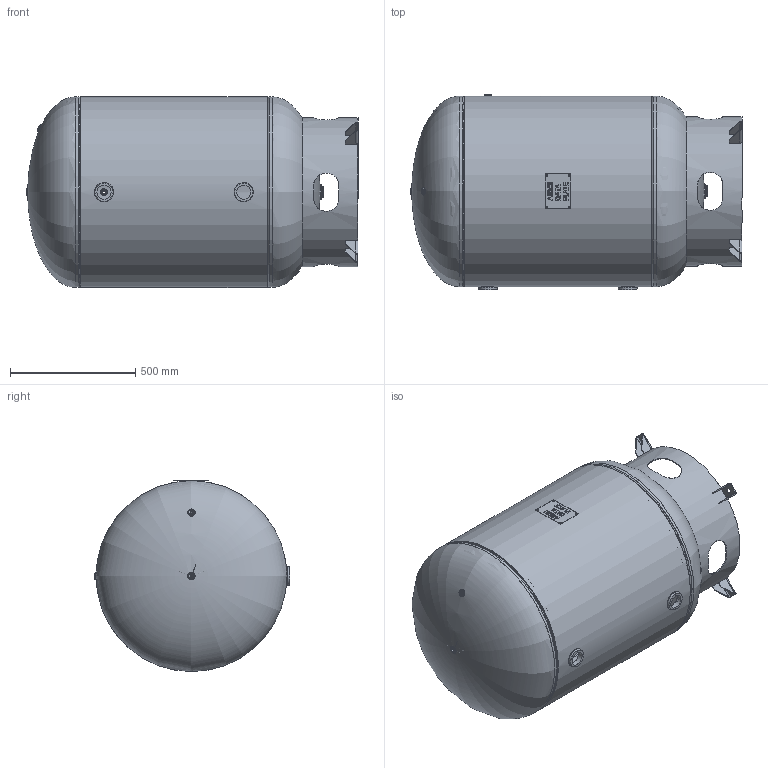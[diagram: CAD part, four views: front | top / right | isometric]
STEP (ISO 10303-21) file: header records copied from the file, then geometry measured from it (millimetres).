
FILE_DESCRIPTION(/* description */ ('30 X 46 200# VERT ASME STOCK 120 GAL W/O TOPPLATE'),/* implementation_level */ '2;1');
FILE_NAME(/* name */ 'SPVG_A12276.stp',/* time_stamp */ '2018-11-07T11:36:15-06:00',/* author */ ('kim.thoune'),/* organization */ (''),/* preprocessor_version */ 'ST-DEVELOPER v16.5',/* originating_system */ 'Autodesk Inventor 2017',/* authorisation */ '');
FILE_SCHEMA (('AUTOMOTIVE_DESIGN { 1 0 10303 214 3 1 1 }'));
Length unit declared in the file: inch
Products named in the file (14): A12276; A12276-1; A12276-2; 910-871-1; A12276-3; 910-871-1_1; F101000; F102001; 60-140; 64-053; F100250; S102464-1; S102465; S101519-P
Assembly tree (19 placements, depth 3):
  A12276
    A12276-1
    A12276-2
      910-871-1
    A12276-3
      910-871-1_1
    F101000
    F100250  x3
    F102001  x2
    60-140
      64-053
    S102464-1
      S102465
      S101519-P  x4
Bounding box: 1327.94 x 782.08 x 764.48 mm (x, y, z)
Volume: 17161291.4 mm3; surface area: 7333535.5 mm2
Topology: 15 solids, 15 shells, 394 faces, 1003 edges, 660 vertices
Faces by surface type: plane 241, cylinder 72, bspline 40, torus 33, cone 8
Full cylindrical faces by diameter (mm): 6.35 x4, 11.455 x3, 26.987 x2, 30.302 x1, 43.256 x1, 44.45 x1, 46.037 x1, 56.667 x2, 60.325 x1, 66.675 x2, 68.263 x2, 76.2 x2, 587.792 x1, 596.9 x1, 744.068 x2, 752.958 x2, 753.11 x3, 762 x2, 763.27 x1
Entity records: 11210 total; most frequent: CARTESIAN_POINT 3958, ORIENTED_EDGE 1418, DIRECTION 1276, EDGE_CURVE 709, VERTEX_POINT 499, LINE 482, VECTOR 482, AXIS2_PLACEMENT_3D 397
